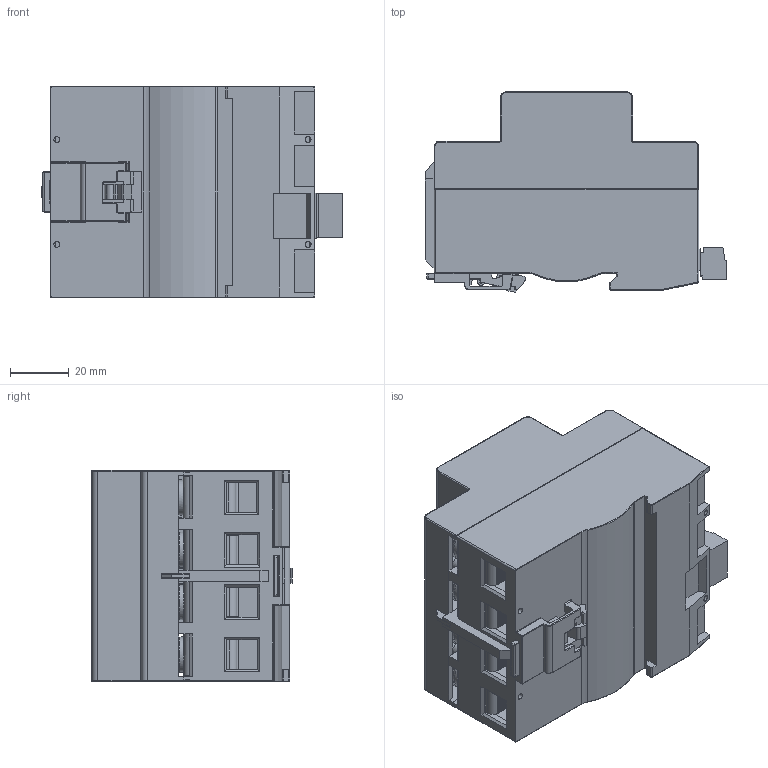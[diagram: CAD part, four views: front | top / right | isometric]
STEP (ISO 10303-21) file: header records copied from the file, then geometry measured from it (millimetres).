
FILE_DESCRIPTION(/* description */ (''),/* implementation_level */ '2;1');
FILE_NAME(/* name */ 'ESP DCxxxx-12.5-PV.stp',/* time_stamp */ '2014-06-04T08:50:15+01:00',/* author */ ('N.Brown'),/* organization */ ('W.J.Furse'),/* preprocessor_version */ 'ST-DEVELOPER v15.6',/* originating_system */ 'Autodesk Inventor 2015',/* authorisation */ '');
FILE_SCHEMA (('AUTOMOTIVE_DESIGN { 1 0 10303 214 3 1 1 }'));
Products named in the file (1): ESP DCxxxx-12.5-PV
Bounding box: 102.5 x 68.1 x 71.8 mm (x, y, z)
Volume: 81281.8 mm3; surface area: 99055.9 mm2
Topology: 1 solids, 9 shells, 3174 faces, 8898 edges, 5756 vertices
Faces by surface type: plane 2192, cylinder 453, bspline 297, torus 123, cone 98, sphere 11
Full cylindrical faces by diameter (mm): 2 x9, 2.1 x5, 2.5 x8, 2.9 x3, 3.5 x5, 4.7 x4, 5 x4, 5.459 x5, 5.5 x4, 6 x15, 6.2 x5, 7 x1, 8 x5, 9.2 x5, 10.5 x5
Entity records: 107850 total; most frequent: CARTESIAN_POINT 25408, ORIENTED_EDGE 17252, DIRECTION 14930, EDGE_CURVE 8624, LINE 6530, VECTOR 6530, VERTEX_POINT 5580, AXIS2_PLACEMENT_3D 4200
